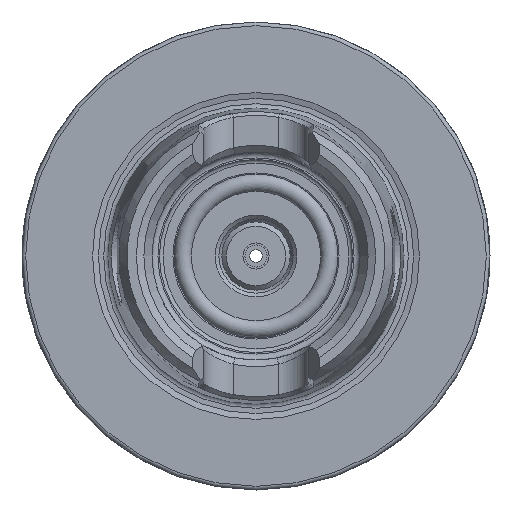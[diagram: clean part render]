
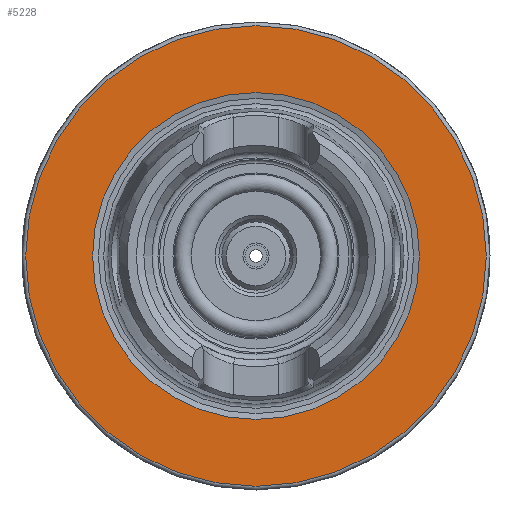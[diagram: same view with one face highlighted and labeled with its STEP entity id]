
A CAD part, left-side view. The second image highlights one B-rep face of the part: STEP entity #5228.
In plain terms, the highlighted planar face has unit normal (-1, 0, 0).
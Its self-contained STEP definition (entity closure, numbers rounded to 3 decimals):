
#5194=CARTESIAN_POINT('',(0.0,22.,0.0));
#5195=VERTEX_POINT('',#5194);
#5196=CARTESIAN_POINT('',(0.0,0.,0.0));
#5197=DIRECTION('',(1.0,0.0,0.0));
#5198=DIRECTION('',(0.0,1.0,0.0));
#5199=AXIS2_PLACEMENT_3D('',#5196,#5197,#5198);
#5200=CIRCLE('',#5199,22.);
#5201=EDGE_CURVE('',#5195,#5195,#5200,.T.);
#5209=CARTESIAN_POINT('',(0.0,26.5,0.0));
#5210=DIRECTION('',(-1.0,0.0,0.0));
#5211=DIRECTION('',(0.0,0.0,1.0));
#5212=AXIS2_PLACEMENT_3D('',#5209,#5210,#5211);
#5213=PLANE('',#5212);
#5214=CARTESIAN_POINT('',(0.0,31.,0.0));
#5215=VERTEX_POINT('',#5214);
#5216=CARTESIAN_POINT('',(0.0,0.,0.0));
#5217=DIRECTION('',(1.0,0.0,0.0));
#5218=DIRECTION('',(0.0,1.0,0.0));
#5219=AXIS2_PLACEMENT_3D('',#5216,#5217,#5218);
#5220=CIRCLE('',#5219,31.);
#5221=EDGE_CURVE('',#5215,#5215,#5220,.T.);
#5222=ORIENTED_EDGE('',*,*,#5221,.F.);
#5223=EDGE_LOOP('',(#5222));
#5224=FACE_OUTER_BOUND('',#5223,.T.);
#5225=ORIENTED_EDGE('',*,*,#5201,.T.);
#5226=EDGE_LOOP('',(#5225));
#5227=FACE_BOUND('',#5226,.T.);
#5228=ADVANCED_FACE('',(#5224,#5227),#5213,.T.);
